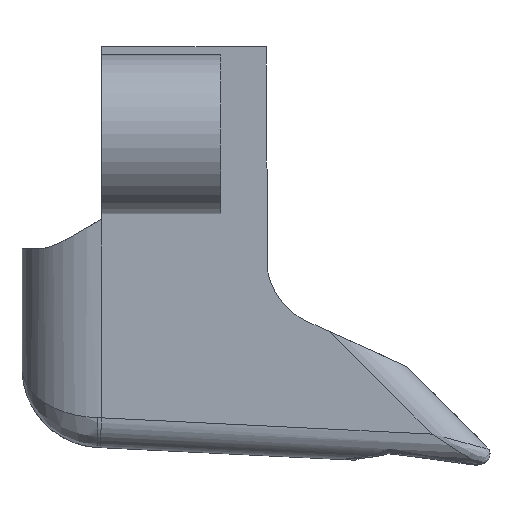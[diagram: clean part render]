
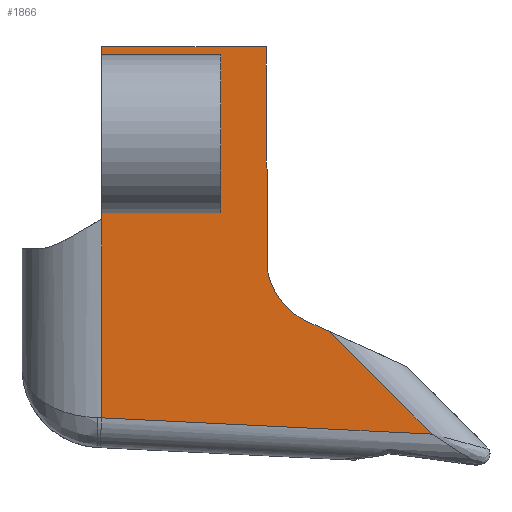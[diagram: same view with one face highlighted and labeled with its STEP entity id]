
A CAD part, left-side view. The second image highlights one B-rep face of the part: STEP entity #1866.
In plain terms, the highlighted planar face has unit normal (-1, 0, 0).
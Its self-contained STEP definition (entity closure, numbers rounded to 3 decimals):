
#127=B_SPLINE_CURVE_WITH_KNOTS('',3,(#2990,#2991,#2992,#2993,#2994,#2995,
#2996,#2997,#2998,#2999,#3000,#3001,#3002,#3003),.UNSPECIFIED.,.F.,.F.,
(4,2,3,2,3,4),(-0.073,-0.051,0.,0.051,
0.071,0.073),.UNSPECIFIED.);
#234=CIRCLE('',#2024,240.97);
#235=CIRCLE('',#2025,3.5);
#236=CIRCLE('',#2026,3.5);
#319=FACE_OUTER_BOUND('',#437,.T.);
#437=EDGE_LOOP('',(#1352,#1353,#1354,#1355,#1356,#1357,#1358,#1359,#1360,
#1361,#1362,#1363,#1364,#1365,#1366,#1367));
#540=LINE('',#2609,#644);
#550=LINE('',#2657,#654);
#553=LINE('',#2664,#657);
#563=LINE('',#2834,#667);
#575=LINE('',#2959,#679);
#580=LINE('',#2986,#684);
#581=LINE('',#2988,#685);
#582=LINE('',#3005,#686);
#583=LINE('',#3006,#687);
#584=LINE('',#3008,#688);
#585=LINE('',#3014,#689);
#586=LINE('',#3017,#690);
#644=VECTOR('',#2157,10.);
#654=VECTOR('',#2175,10.);
#657=VECTOR('',#2180,10.);
#667=VECTOR('',#2228,10.);
#679=VECTOR('',#2270,10.);
#684=VECTOR('',#2285,10.);
#685=VECTOR('',#2286,10.);
#686=VECTOR('',#2287,10.);
#687=VECTOR('',#2288,10.);
#688=VECTOR('',#2289,10.);
#689=VECTOR('',#2294,10.);
#690=VECTOR('',#2297,10.);
#748=VERTEX_POINT('',#2606);
#749=VERTEX_POINT('',#2608);
#762=VERTEX_POINT('',#2654);
#763=VERTEX_POINT('',#2656);
#766=VERTEX_POINT('',#2662);
#785=VERTEX_POINT('',#2793);
#812=VERTEX_POINT('',#2957);
#821=VERTEX_POINT('',#2985);
#822=VERTEX_POINT('',#2987);
#823=VERTEX_POINT('',#2989);
#824=VERTEX_POINT('',#3004);
#825=VERTEX_POINT('',#3007);
#826=VERTEX_POINT('',#3009);
#827=VERTEX_POINT('',#3011);
#828=VERTEX_POINT('',#3013);
#829=VERTEX_POINT('',#3015);
#930=EDGE_CURVE('',#749,#748,#540,.T.);
#945=EDGE_CURVE('',#763,#762,#550,.T.);
#949=EDGE_CURVE('',#748,#766,#553,.T.);
#977=EDGE_CURVE('',#785,#762,#563,.T.);
#1011=EDGE_CURVE('',#812,#785,#575,.T.);
#1021=EDGE_CURVE('',#766,#821,#580,.T.);
#1022=EDGE_CURVE('',#821,#822,#581,.T.);
#1023=EDGE_CURVE('',#822,#823,#127,.T.);
#1024=EDGE_CURVE('',#823,#824,#582,.T.);
#1025=EDGE_CURVE('',#824,#763,#583,.T.);
#1026=EDGE_CURVE('',#825,#812,#584,.T.);
#1027=EDGE_CURVE('',#825,#826,#234,.T.);
#1028=EDGE_CURVE('',#827,#826,#235,.T.);
#1029=EDGE_CURVE('',#827,#828,#585,.T.);
#1030=EDGE_CURVE('',#829,#828,#236,.T.);
#1031=EDGE_CURVE('',#749,#829,#586,.T.);
#1352=ORIENTED_EDGE('',*,*,#930,.T.);
#1353=ORIENTED_EDGE('',*,*,#949,.T.);
#1354=ORIENTED_EDGE('',*,*,#1021,.T.);
#1355=ORIENTED_EDGE('',*,*,#1022,.T.);
#1356=ORIENTED_EDGE('',*,*,#1023,.T.);
#1357=ORIENTED_EDGE('',*,*,#1024,.T.);
#1358=ORIENTED_EDGE('',*,*,#1025,.T.);
#1359=ORIENTED_EDGE('',*,*,#945,.T.);
#1360=ORIENTED_EDGE('',*,*,#977,.F.);
#1361=ORIENTED_EDGE('',*,*,#1011,.F.);
#1362=ORIENTED_EDGE('',*,*,#1026,.F.);
#1363=ORIENTED_EDGE('',*,*,#1027,.T.);
#1364=ORIENTED_EDGE('',*,*,#1028,.F.);
#1365=ORIENTED_EDGE('',*,*,#1029,.T.);
#1366=ORIENTED_EDGE('',*,*,#1030,.F.);
#1367=ORIENTED_EDGE('',*,*,#1031,.F.);
#1829=PLANE('',#2023);
#1866=ADVANCED_FACE('',(#319),#1829,.T.);
#2023=AXIS2_PLACEMENT_3D('',#2984,#2283,#2284);
#2024=AXIS2_PLACEMENT_3D('',#3010,#2290,#2291);
#2025=AXIS2_PLACEMENT_3D('',#3012,#2292,#2293);
#2026=AXIS2_PLACEMENT_3D('',#3016,#2295,#2296);
#2157=DIRECTION('',(0.,1.,0.));
#2175=DIRECTION('',(0.,0.,-1.));
#2180=DIRECTION('',(0.,0.,-1.));
#2228=DIRECTION('',(0.,0.,1.));
#2270=DIRECTION('',(0.,0.999,0.049));
#2283=DIRECTION('center_axis',(-1.,0.,0.));
#2284=DIRECTION('ref_axis',(0.,1.,0.));
#2285=DIRECTION('',(0.,-1.,0.));
#2286=DIRECTION('',(0.,0.,-1.));
#2287=DIRECTION('',(0.,0.,-1.));
#2288=DIRECTION('',(0.,1.,0.));
#2289=DIRECTION('',(0.,-0.707,-0.707));
#2290=DIRECTION('center_axis',(-1.,0.,0.));
#2291=DIRECTION('ref_axis',(0.,-0.425,0.905));
#2292=DIRECTION('center_axis',(-1.,0.,0.));
#2293=DIRECTION('ref_axis',(0.,0.838,-0.546));
#2294=DIRECTION('',(0.,0.,1.));
#2295=DIRECTION('center_axis',(-1.,0.,0.));
#2296=DIRECTION('ref_axis',(0.,0.838,-0.546));
#2297=DIRECTION('',(0.,0.,-1.));
#2606=CARTESIAN_POINT('',(-11.1,66.763,-36.417));
#2608=CARTESIAN_POINT('',(-11.1,58.484,-36.417));
#2609=CARTESIAN_POINT('',(-11.1,64.693,-36.417));
#2654=CARTESIAN_POINT('',(-11.1,66.763,-45.06));
#2656=CARTESIAN_POINT('',(-11.1,66.763,-44.813));
#2657=CARTESIAN_POINT('',(-11.1,66.763,-36.65));
#2662=CARTESIAN_POINT('',(-11.1,66.763,-36.813));
#2664=CARTESIAN_POINT('',(-11.1,66.763,-30.337));
#2793=CARTESIAN_POINT('',(-11.1,66.763,-55.06));
#2834=CARTESIAN_POINT('',(-11.1,66.763,-46.501));
#2957=CARTESIAN_POINT('',(-11.1,50.151,-55.879));
#2959=CARTESIAN_POINT('',(-11.1,88.348,-53.996));
#2984=CARTESIAN_POINT('Origin',(-11.1,66.763,-49.062));
#2985=CARTESIAN_POINT('',(-11.1,60.763,-36.813));
#2986=CARTESIAN_POINT('',(-11.1,66.763,-36.813));
#2987=CARTESIAN_POINT('',(-11.1,60.763,-40.032));
#2988=CARTESIAN_POINT('',(-11.1,60.763,-41.565));
#2989=CARTESIAN_POINT('',(-11.1,60.763,-41.594));
#2990=CARTESIAN_POINT('Ctrl Pts',(-11.1,60.763,-40.032));
#2991=CARTESIAN_POINT('Ctrl Pts',(-11.1,60.763,-40.106));
#2992=CARTESIAN_POINT('Ctrl Pts',(-11.1,60.766,-40.195));
#2993=CARTESIAN_POINT('Ctrl Pts',(-11.1,60.775,-40.439));
#2994=CARTESIAN_POINT('Ctrl Pts',(-11.1,60.784,-40.643));
#2995=CARTESIAN_POINT('Ctrl Pts',(-11.1,60.784,-40.813));
#2996=CARTESIAN_POINT('Ctrl Pts',(-11.1,60.784,-40.983));
#2997=CARTESIAN_POINT('Ctrl Pts',(-11.1,60.775,-41.187));
#2998=CARTESIAN_POINT('Ctrl Pts',(-11.1,60.766,-41.422));
#2999=CARTESIAN_POINT('Ctrl Pts',(-11.1,60.764,-41.499));
#3000=CARTESIAN_POINT('Ctrl Pts',(-11.1,60.763,-41.567));
#3001=CARTESIAN_POINT('Ctrl Pts',(-11.1,60.763,-41.576));
#3002=CARTESIAN_POINT('Ctrl Pts',(-11.1,60.763,-41.585));
#3003=CARTESIAN_POINT('Ctrl Pts',(-11.1,60.763,-41.594));
#3004=CARTESIAN_POINT('',(-11.1,60.763,-44.813));
#3005=CARTESIAN_POINT('',(-11.1,60.763,-44.646));
#3006=CARTESIAN_POINT('',(-11.1,66.763,-44.813));
#3007=CARTESIAN_POINT('',(-11.1,55.316,-50.715));
#3008=CARTESIAN_POINT('',(-11.1,74.067,-31.963));
#3009=CARTESIAN_POINT('',(-11.1,56.398,-50.233));
#3010=CARTESIAN_POINT('Origin',(-11.1,153.75,-270.663));
#3011=CARTESIAN_POINT('',(-11.1,58.414,-47.728));
#3012=CARTESIAN_POINT('Origin',(-11.1,54.984,-47.032));
#3013=CARTESIAN_POINT('',(-11.1,58.414,-42.728));
#3014=CARTESIAN_POINT('',(-11.1,58.414,-47.728));
#3015=CARTESIAN_POINT('',(-11.1,58.484,-42.032));
#3016=CARTESIAN_POINT('Origin',(-11.1,54.984,-42.032));
#3017=CARTESIAN_POINT('',(-11.1,58.484,-41.317));
